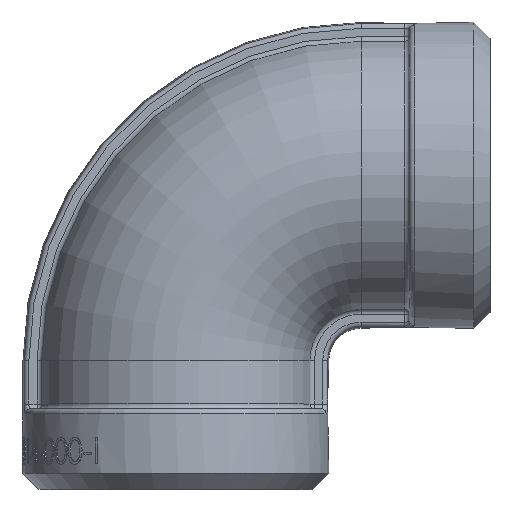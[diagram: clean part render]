
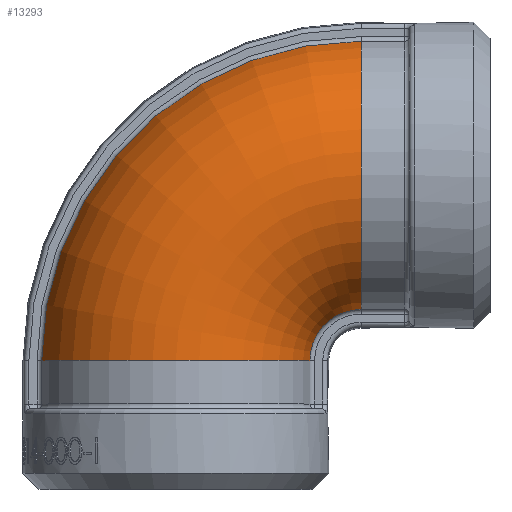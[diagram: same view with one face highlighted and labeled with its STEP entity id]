
A CAD part, top view. The second image highlights one B-rep face of the part: STEP entity #13293.
In plain terms, the highlighted toroidal (fillet/blend) face has major radius 11.5 mm and minor radius 8.5 mm.
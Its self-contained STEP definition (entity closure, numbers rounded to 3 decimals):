
#4402 = DIRECTION ( 'NONE',  ( 0., 0., -1. ) ) ;
#4428 = CARTESIAN_POINT ( 'NONE',  ( 11.5, -11.5, 1.739 ) ) ;
#4435 = DIRECTION ( 'NONE',  ( -0.707, 0.707, 0. ) ) ;
#7386 = AXIS2_PLACEMENT_3D ( 'NONE', #9926, #9925, #9958 ) ;
#7389 = CIRCLE ( 'NONE', #7386, 8.5 ) ;
#7547 = EDGE_CURVE ( 'NONE', #12972, #12976, #7389, .T. ) ;
#8157 = EDGE_CURVE ( 'NONE', #12966, #12972, #13468, .T. ) ;
#8239 = EDGE_CURVE ( 'NONE', #12976, #12955, #13539, .T. ) ;
#8298 = EDGE_CURVE ( 'NONE', #12966, #12955, #12843, .T. ) ;
#8323 = AXIS2_PLACEMENT_3D ( 'NONE', #17688, #17683, #17685 ) ;
#8821 = ORIENTED_EDGE ( 'NONE', *, *, #8239, .F. ) ;
#8839 = ORIENTED_EDGE ( 'NONE', *, *, #8157, .F. ) ;
#8842 = ORIENTED_EDGE ( 'NONE', *, *, #8298, .T. ) ;
#8856 = ORIENTED_EDGE ( 'NONE', *, *, #7547, .F. ) ;
#9925 = DIRECTION ( 'NONE',  ( 1., 0., 0. ) ) ;
#9926 = CARTESIAN_POINT ( 'NONE',  ( 11.5, 0., 0. ) ) ;
#9958 = DIRECTION ( 'NONE',  ( 0., 0.984, 0.176 ) ) ;
#12800 = TOROIDAL_SURFACE ( 'NONE', #8323, 11.5, 8.5 ) ;
#12837 = AXIS2_PLACEMENT_3D ( 'NONE', #15675, #15669, #15656 ) ;
#12843 = CIRCLE ( 'NONE', #12837, 8.5 ) ;
#12955 = VERTEX_POINT ( 'NONE', #15833 ) ;
#12966 = VERTEX_POINT ( 'NONE', #15824 ) ;
#12972 = VERTEX_POINT ( 'NONE', #15802 ) ;
#12976 = VERTEX_POINT ( 'NONE', #15879 ) ;
#13293 = ADVANCED_FACE ( 'NONE', ( #17673 ), #12800, .T. ) ;
#13459 = AXIS2_PLACEMENT_3D ( 'NONE', #4428, #4402, #4435 ) ;
#13468 = CIRCLE ( 'NONE', #13459, 19.82 ) ;
#13539 = CIRCLE ( 'NONE', #13541, 3.18 ) ;
#13541 = AXIS2_PLACEMENT_3D ( 'NONE', #15330, #15312, #15336 ) ;
#13779 = EDGE_LOOP ( 'NONE', ( #8839, #8842, #8821, #8856 ) ) ;
#15312 = DIRECTION ( 'NONE',  ( 0., 0., 1. ) ) ;
#15330 = CARTESIAN_POINT ( 'NONE',  ( 11.5, -11.5, 1.739 ) ) ;
#15336 = DIRECTION ( 'NONE',  ( -0.707, 0.707, 0. ) ) ;
#15656 = DIRECTION ( 'NONE',  ( -0.984, 0., 0.176 ) ) ;
#15669 = DIRECTION ( 'NONE',  ( 0., 1., 0. ) ) ;
#15675 = CARTESIAN_POINT ( 'NONE',  ( 0., -11.5, 0. ) ) ;
#15802 = CARTESIAN_POINT ( 'NONE',  ( 11.5, 8.32, 1.739 ) ) ;
#15824 = CARTESIAN_POINT ( 'NONE',  ( -8.32, -11.5, 1.739 ) ) ;
#15833 = CARTESIAN_POINT ( 'NONE',  ( 8.32, -11.5, 1.739 ) ) ;
#15879 = CARTESIAN_POINT ( 'NONE',  ( 11.5, -8.32, 1.739 ) ) ;
#17673 = FACE_OUTER_BOUND ( 'NONE', #13779, .T. ) ;
#17683 = DIRECTION ( 'NONE',  ( 0., 0., -1. ) ) ;
#17685 = DIRECTION ( 'NONE',  ( 0., 1., 0. ) ) ;
#17688 = CARTESIAN_POINT ( 'NONE',  ( 11.5, -11.5, 0. ) ) ;
